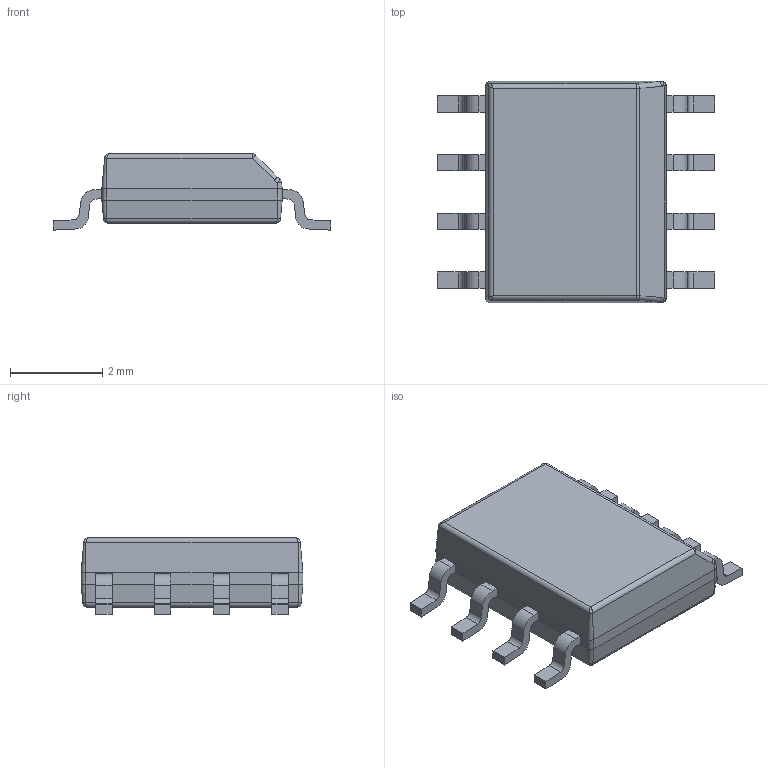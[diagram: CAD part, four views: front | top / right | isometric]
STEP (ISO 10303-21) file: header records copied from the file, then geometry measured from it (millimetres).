
FILE_DESCRIPTION(('FreeCAD Model'),'2;1');
FILE_NAME('Open CASCADE Shape Model','2024-04-12T17:39:40',(''),(''), 'Open CASCADE STEP processor 7.7','FreeCAD','Unknown');
FILE_SCHEMA(('AUTOMOTIVE_DESIGN { 1 0 10303 214 1 1 1 1 }'));
Length unit declared in the file: millimetre
Products named in the file (4): smd_ic_soic_8; Body; Pad001 (Mirror #1); Pad001
Assembly tree (9 placements, depth 2):
  smd_ic_soic_8
    Body
    Pad001 (Mirror #1)  x4
    Pad001  x4
Bounding box: 6 x 4.8 x 1.65 mm (x, y, z)
Volume: 27.5 mm3; surface area: 72.9 mm2
Topology: 9 solids, 9 shells, 162 faces, 396 edges, 244 vertices
Faces by surface type: plane 95, cylinder 47, bspline 10, cone 8, sphere 2
Entity records: 2685 total; most frequent: CARTESIAN_POINT 934, ORIENTED_EDGE 344, DIRECTION 330, EDGE_CURVE 172, AXIS2_PLACEMENT_3D 110, LINE 110, VECTOR 110, VERTEX_POINT 100
